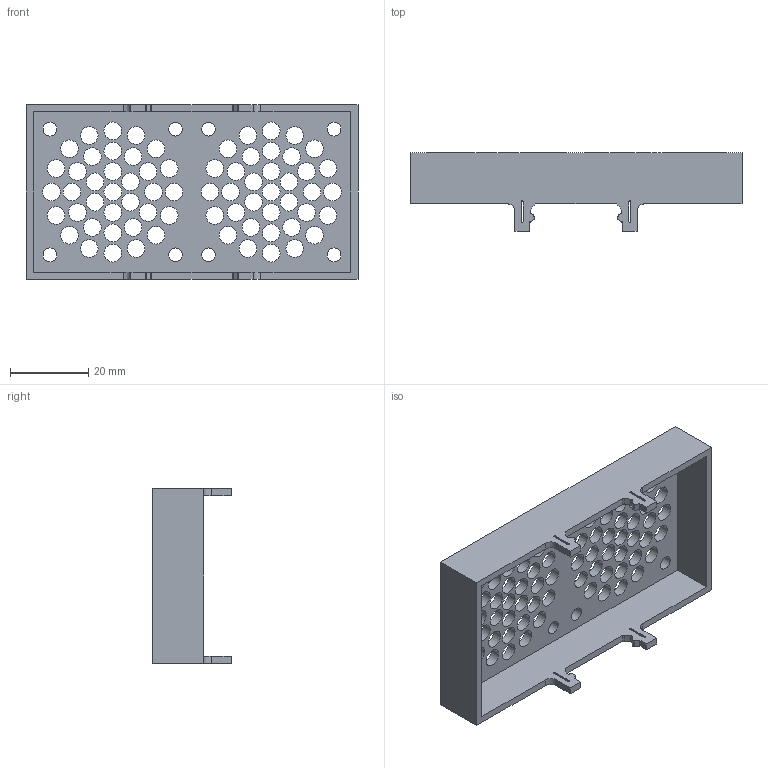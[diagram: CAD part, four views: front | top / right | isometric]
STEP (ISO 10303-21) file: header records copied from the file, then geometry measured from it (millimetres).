
FILE_DESCRIPTION(/* description */ ('STEP AP214'),/* implementation_level */ '2;1');
FILE_NAME(/* name */ '60ca37a9c4a1381550d4684a',/* time_stamp */ '2021-06-16T17:40:57+00:00',/* author */ (''),/* organization */ (''),/* preprocessor_version */ 'ST-DEVELOPER v18.1',/* originating_system */ ' ',/* authorisation */ ' ');
FILE_SCHEMA (('AUTOMOTIVE_DESIGN {1 0 10303 214 3 1 1}'));
Length unit declared in the file: metre
Products named in the file (1): Fan Insert
Bounding box: 84.6 x 20 x 44.5 mm (x, y, z)
Volume: 11511.5 mm3; surface area: 14158.2 mm2
Topology: 1 solids, 1 shells, 148 faces, 438 edges, 292 vertices
Faces by surface type: cylinder 106, plane 42
Full cylindrical faces by diameter (mm): 3.5 x8, 4.5 x70
Entity records: 5022 total; most frequent: DIRECTION 870, CARTESIAN_POINT 801, ORIENTED_EDGE 720, EDGE_LOOP 390, FACE_BOUND 390, AXIS2_PLACEMENT_3D 361, EDGE_CURVE 360, VERTEX_POINT 292
